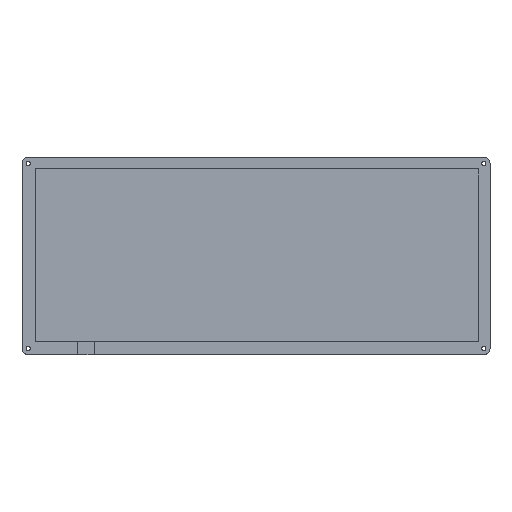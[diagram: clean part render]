
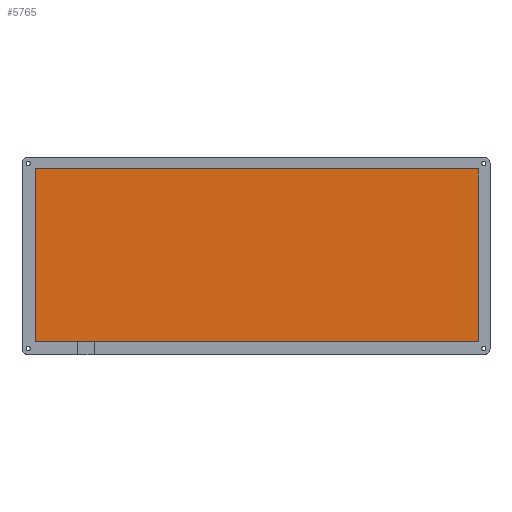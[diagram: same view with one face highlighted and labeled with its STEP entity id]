
A CAD part, top view. The second image highlights one B-rep face of the part: STEP entity #5765.
In plain terms, the highlighted planar face has unit normal (0, 0, 1).
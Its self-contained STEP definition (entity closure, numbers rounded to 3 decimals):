
#202=PLANE('',#5932);
#509=FACE_OUTER_BOUND('',#849,.T.);
#849=EDGE_LOOP('',(#5248,#5249,#5250,#5251));
#1318=LINE('',#11460,#1788);
#1320=LINE('',#11464,#1790);
#1326=LINE('',#11484,#1796);
#1328=LINE('',#11487,#1798);
#1788=VECTOR('',#6666,10.);
#1790=VECTOR('',#6670,10.);
#1796=VECTOR('',#6694,10.);
#1798=VECTOR('',#6698,10.);
#2717=VERTEX_POINT('',#11457);
#2718=VERTEX_POINT('',#11459);
#2719=VERTEX_POINT('',#11463);
#2724=VERTEX_POINT('',#11483);
#3558=EDGE_CURVE('',#2718,#2717,#1318,.T.);
#3560=EDGE_CURVE('',#2717,#2719,#1320,.T.);
#3570=EDGE_CURVE('',#2719,#2724,#1326,.T.);
#3572=EDGE_CURVE('',#2724,#2718,#1328,.T.);
#5248=ORIENTED_EDGE('',*,*,#3558,.T.);
#5249=ORIENTED_EDGE('',*,*,#3560,.T.);
#5250=ORIENTED_EDGE('',*,*,#3570,.T.);
#5251=ORIENTED_EDGE('',*,*,#3572,.T.);
#5765=ADVANCED_FACE('',(#509),#202,.T.);
#5932=AXIS2_PLACEMENT_3D('',#11489,#6701,#6702);
#6666=DIRECTION('',(1.,0.,0.));
#6670=DIRECTION('',(0.,1.,0.));
#6694=DIRECTION('',(-1.,0.,0.));
#6698=DIRECTION('',(0.,-1.,0.));
#6701=DIRECTION('center_axis',(0.,0.,1.));
#6702=DIRECTION('ref_axis',(1.,0.,0.));
#11457=CARTESIAN_POINT('',(130.,-91.584,3.));
#11459=CARTESIAN_POINT('',(-226.475,-91.584,3.));
#11460=CARTESIAN_POINT('',(130.,-91.584,3.));
#11463=CARTESIAN_POINT('',(130.,47.404,3.));
#11464=CARTESIAN_POINT('',(130.,47.404,3.));
#11483=CARTESIAN_POINT('',(-226.475,47.404,3.));
#11484=CARTESIAN_POINT('',(-226.475,47.404,3.));
#11487=CARTESIAN_POINT('',(-226.475,-91.584,3.));
#11489=CARTESIAN_POINT('Origin',(-48.238,-22.09,3.));
